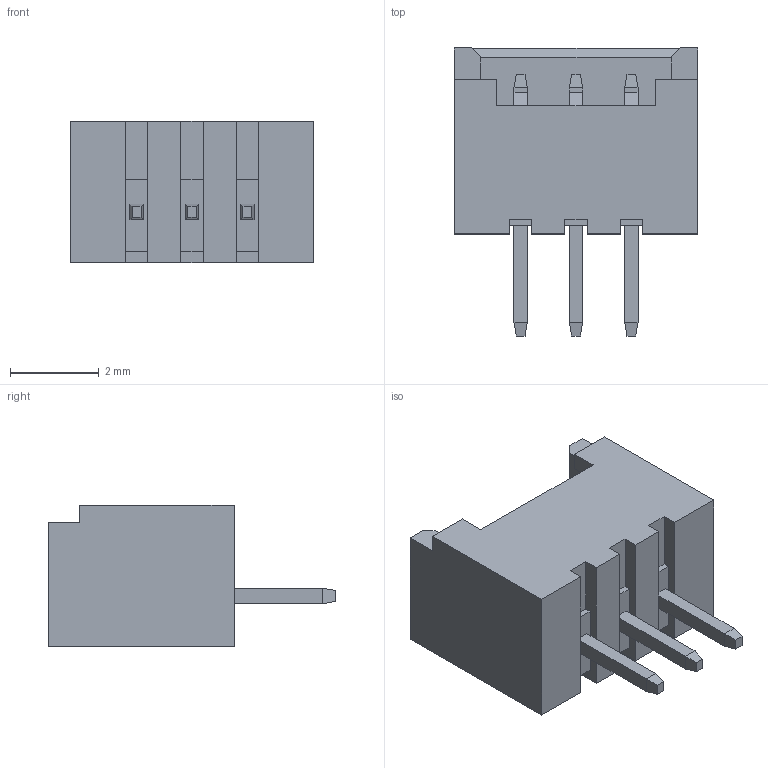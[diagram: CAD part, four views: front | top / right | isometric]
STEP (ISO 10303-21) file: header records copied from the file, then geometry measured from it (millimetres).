
FILE_DESCRIPTION(/* description */ (''),/* implementation_level */ '2;1');
FILE_NAME(/* name */ '125SH-B-03-TS.step',/* time_stamp */ '2024-03-09T17:51:11-07:00',/* author */ (''),/* organization */ (''),/* preprocessor_version */ 'ST-DEVELOPER v20',/* originating_system */ 'Autodesk Translation Framework v12.20.1.177',/* authorisation */ '');
FILE_SCHEMA (('AUTOMOTIVE_DESIGN { 1 0 10303 214 3 1 1 }'));
Length unit declared in the file: millimetre
Products named in the file (1): (Unsaved)
Bounding box: 5.5 x 6.5 x 3.2 mm (x, y, z)
Volume: 40.1 mm3; surface area: 164.9 mm2
Topology: 1 solids, 1 shells, 126 faces, 322 edges, 204 vertices
Faces by surface type: plane 126
Entity records: 3727 total; most frequent: CARTESIAN_POINT 653, ORIENTED_EDGE 644, DIRECTION 576, LINE 322, VECTOR 322, EDGE_CURVE 322, VERTEX_POINT 204, EDGE_LOOP 134
